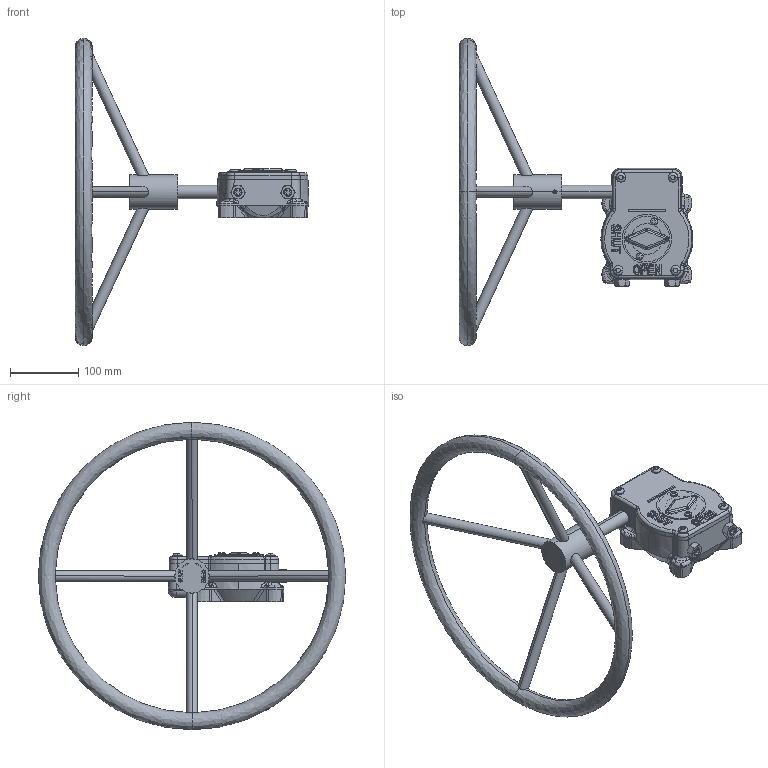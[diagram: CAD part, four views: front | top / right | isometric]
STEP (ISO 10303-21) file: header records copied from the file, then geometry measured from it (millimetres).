
FILE_DESCRIPTION (( 'STEP AP214' ), '1' );
FILE_NAME ('600587.STEP', '2020-05-05T10:41:07', ( '' ), ( '' ), 'SwSTEP 2.0', 'SolidWorks 2019', '' );
FILE_SCHEMA (( 'AUTOMOTIVE_DESIGN' ));
Length unit declared in the file: millimetre
Products named in the file (1): 600587
Bounding box: 342.43 x 450 x 450 mm (x, y, z)
Volume: 2051735.9 mm3; surface area: 254245.9 mm2
Topology: 1 solids, 1 shells, 697 faces, 1691 edges, 1034 vertices
Faces by surface type: plane 274, bspline 154, cone 147, cylinder 110, torus 12
Entity records: 28899 total; most frequent: CARTESIAN_POINT 13987, ORIENTED_EDGE 3366, DIRECTION 2689, EDGE_CURVE 1683, VERTEX_POINT 1034, AXIS2_PLACEMENT_3D 970, EDGE_LOOP 755, LINE 749
